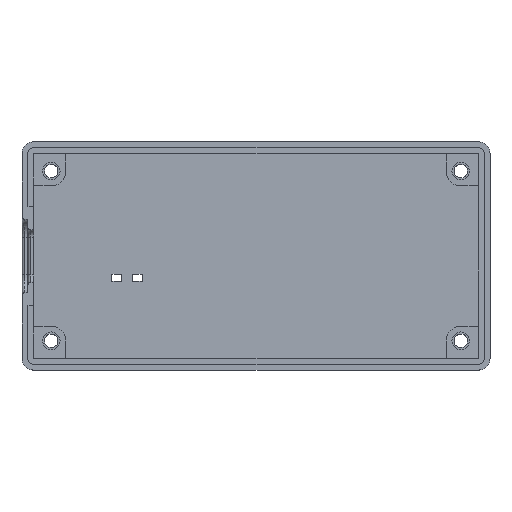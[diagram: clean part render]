
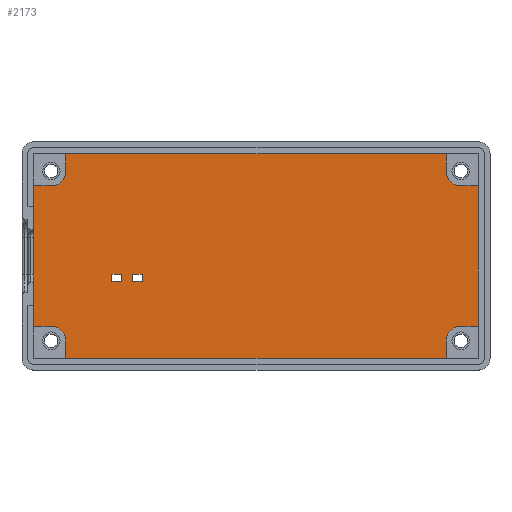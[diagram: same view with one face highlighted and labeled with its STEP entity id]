
A CAD part, top view. The second image highlights one B-rep face of the part: STEP entity #2173.
In plain terms, the highlighted planar face has unit normal (0, 0, 1).
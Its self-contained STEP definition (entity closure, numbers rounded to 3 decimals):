
#91=CIRCLE('',#2326,2.5);
#92=CIRCLE('',#2327,2.5);
#93=CIRCLE('',#2328,2.5);
#94=CIRCLE('',#2329,2.5);
#169=FACE_BOUND('',#378,.T.);
#170=FACE_BOUND('',#379,.T.);
#235=FACE_OUTER_BOUND('',#377,.T.);
#377=EDGE_LOOP('',(#1698,#1699,#1700,#1701,#1702,#1703,#1704,#1705,#1706,
#1707,#1708,#1709,#1710,#1711,#1712,#1713));
#378=EDGE_LOOP('',(#1714,#1715,#1716,#1717));
#379=EDGE_LOOP('',(#1718,#1719,#1720,#1721));
#457=LINE('',#3109,#683);
#460=LINE('',#3115,#686);
#463=LINE('',#3121,#689);
#466=LINE('',#3125,#692);
#469=LINE('',#3133,#695);
#472=LINE('',#3139,#698);
#475=LINE('',#3145,#701);
#478=LINE('',#3149,#704);
#569=LINE('',#3394,#795);
#573=LINE('',#3403,#799);
#577=LINE('',#3412,#803);
#581=LINE('',#3421,#807);
#587=LINE('',#3432,#813);
#590=LINE('',#3439,#816);
#595=LINE('',#3450,#821);
#601=LINE('',#3460,#827);
#608=LINE('',#3476,#834);
#609=LINE('',#3478,#835);
#610=LINE('',#3481,#836);
#611=LINE('',#3483,#837);
#683=VECTOR('',#2459,10.);
#686=VECTOR('',#2464,10.);
#689=VECTOR('',#2469,10.);
#692=VECTOR('',#2474,10.);
#695=VECTOR('',#2479,10.);
#698=VECTOR('',#2484,10.);
#701=VECTOR('',#2489,10.);
#704=VECTOR('',#2494,10.);
#795=VECTOR('',#2719,10.);
#799=VECTOR('',#2725,10.);
#803=VECTOR('',#2731,10.);
#807=VECTOR('',#2737,10.);
#813=VECTOR('',#2745,10.);
#816=VECTOR('',#2750,10.);
#821=VECTOR('',#2757,10.);
#827=VECTOR('',#2765,10.);
#834=VECTOR('',#2778,10.);
#835=VECTOR('',#2779,10.);
#836=VECTOR('',#2782,10.);
#837=VECTOR('',#2785,10.);
#909=VERTEX_POINT('',#3106);
#910=VERTEX_POINT('',#3108);
#912=VERTEX_POINT('',#3114);
#914=VERTEX_POINT('',#3120);
#917=VERTEX_POINT('',#3130);
#918=VERTEX_POINT('',#3132);
#920=VERTEX_POINT('',#3138);
#922=VERTEX_POINT('',#3144);
#1008=VERTEX_POINT('',#3392);
#1009=VERTEX_POINT('',#3393);
#1012=VERTEX_POINT('',#3401);
#1013=VERTEX_POINT('',#3402);
#1016=VERTEX_POINT('',#3410);
#1017=VERTEX_POINT('',#3411);
#1020=VERTEX_POINT('',#3419);
#1021=VERTEX_POINT('',#3420);
#1025=VERTEX_POINT('',#3431);
#1027=VERTEX_POINT('',#3437);
#1028=VERTEX_POINT('',#3438);
#1032=VERTEX_POINT('',#3448);
#1033=VERTEX_POINT('',#3449);
#1042=VERTEX_POINT('',#3475);
#1043=VERTEX_POINT('',#3477);
#1044=VERTEX_POINT('',#3479);
#1109=EDGE_CURVE('',#910,#909,#457,.T.);
#1112=EDGE_CURVE('',#912,#910,#460,.T.);
#1115=EDGE_CURVE('',#914,#912,#463,.T.);
#1118=EDGE_CURVE('',#909,#914,#466,.T.);
#1121=EDGE_CURVE('',#918,#917,#469,.T.);
#1124=EDGE_CURVE('',#920,#918,#472,.T.);
#1127=EDGE_CURVE('',#922,#920,#475,.T.);
#1130=EDGE_CURVE('',#917,#922,#478,.T.);
#1247=EDGE_CURVE('',#1008,#1009,#569,.T.);
#1251=EDGE_CURVE('',#1012,#1013,#573,.T.);
#1255=EDGE_CURVE('',#1016,#1017,#577,.T.);
#1259=EDGE_CURVE('',#1020,#1021,#581,.T.);
#1265=EDGE_CURVE('',#1025,#1020,#587,.T.);
#1268=EDGE_CURVE('',#1027,#1028,#590,.T.);
#1273=EDGE_CURVE('',#1032,#1033,#595,.T.);
#1279=EDGE_CURVE('',#1013,#1032,#601,.T.);
#1286=EDGE_CURVE('',#1009,#1012,#91,.T.);
#1287=EDGE_CURVE('',#1033,#1027,#92,.T.);
#1288=EDGE_CURVE('',#1028,#1042,#608,.T.);
#1289=EDGE_CURVE('',#1042,#1043,#609,.T.);
#1290=EDGE_CURVE('',#1043,#1044,#93,.T.);
#1291=EDGE_CURVE('',#1044,#1025,#610,.T.);
#1292=EDGE_CURVE('',#1021,#1016,#94,.T.);
#1293=EDGE_CURVE('',#1017,#1008,#611,.T.);
#1698=ORIENTED_EDGE('',*,*,#1247,.T.);
#1699=ORIENTED_EDGE('',*,*,#1286,.T.);
#1700=ORIENTED_EDGE('',*,*,#1251,.T.);
#1701=ORIENTED_EDGE('',*,*,#1279,.T.);
#1702=ORIENTED_EDGE('',*,*,#1273,.T.);
#1703=ORIENTED_EDGE('',*,*,#1287,.T.);
#1704=ORIENTED_EDGE('',*,*,#1268,.T.);
#1705=ORIENTED_EDGE('',*,*,#1288,.T.);
#1706=ORIENTED_EDGE('',*,*,#1289,.T.);
#1707=ORIENTED_EDGE('',*,*,#1290,.T.);
#1708=ORIENTED_EDGE('',*,*,#1291,.T.);
#1709=ORIENTED_EDGE('',*,*,#1265,.T.);
#1710=ORIENTED_EDGE('',*,*,#1259,.T.);
#1711=ORIENTED_EDGE('',*,*,#1292,.T.);
#1712=ORIENTED_EDGE('',*,*,#1255,.T.);
#1713=ORIENTED_EDGE('',*,*,#1293,.T.);
#1714=ORIENTED_EDGE('',*,*,#1115,.T.);
#1715=ORIENTED_EDGE('',*,*,#1112,.T.);
#1716=ORIENTED_EDGE('',*,*,#1109,.T.);
#1717=ORIENTED_EDGE('',*,*,#1118,.T.);
#1718=ORIENTED_EDGE('',*,*,#1127,.T.);
#1719=ORIENTED_EDGE('',*,*,#1124,.T.);
#1720=ORIENTED_EDGE('',*,*,#1121,.T.);
#1721=ORIENTED_EDGE('',*,*,#1130,.T.);
#2087=PLANE('',#2325);
#2173=ADVANCED_FACE('',(#235,#169,#170),#2087,.F.);
#2325=AXIS2_PLACEMENT_3D('',#3472,#2772,#2773);
#2326=AXIS2_PLACEMENT_3D('',#3473,#2774,#2775);
#2327=AXIS2_PLACEMENT_3D('',#3474,#2776,#2777);
#2328=AXIS2_PLACEMENT_3D('',#3480,#2780,#2781);
#2329=AXIS2_PLACEMENT_3D('',#3482,#2783,#2784);
#2459=DIRECTION('',(0.,1.,0.));
#2464=DIRECTION('',(-1.,0.,0.));
#2469=DIRECTION('',(0.,-1.,0.));
#2474=DIRECTION('',(1.,0.,0.));
#2479=DIRECTION('',(0.,1.,0.));
#2484=DIRECTION('',(-1.,0.,0.));
#2489=DIRECTION('',(0.,-1.,0.));
#2494=DIRECTION('',(1.,0.,0.));
#2719=DIRECTION('',(-1.,0.,0.));
#2725=DIRECTION('',(0.,1.,0.));
#2731=DIRECTION('',(1.,0.,0.));
#2737=DIRECTION('',(0.,1.,0.));
#2745=DIRECTION('',(1.,0.,0.));
#2750=DIRECTION('',(-1.,0.,0.));
#2757=DIRECTION('',(0.,-1.,0.));
#2765=DIRECTION('',(-1.,0.,0.));
#2772=DIRECTION('center_axis',(0.,0.,-1.));
#2773=DIRECTION('ref_axis',(-1.,0.,0.));
#2774=DIRECTION('center_axis',(0.,0.,-1.));
#2775=DIRECTION('ref_axis',(-1.,0.,0.));
#2776=DIRECTION('center_axis',(0.,0.,-1.));
#2777=DIRECTION('ref_axis',(-1.,0.,0.));
#2778=DIRECTION('',(0.,-1.,0.));
#2779=DIRECTION('',(1.,0.,0.));
#2780=DIRECTION('center_axis',(0.,0.,-1.));
#2781=DIRECTION('ref_axis',(-1.,0.,0.));
#2782=DIRECTION('',(0.,-1.,0.));
#2783=DIRECTION('center_axis',(0.,0.,-1.));
#2784=DIRECTION('ref_axis',(-1.,0.,0.));
#2785=DIRECTION('',(0.,1.,0.));
#3106=CARTESIAN_POINT('',(13.85,11.9,-8.));
#3108=CARTESIAN_POINT('',(13.85,10.7,-8.));
#3109=CARTESIAN_POINT('',(13.85,13.45,-8.));
#3114=CARTESIAN_POINT('',(15.55,10.7,-8.));
#3115=CARTESIAN_POINT('',(24.425,10.7,-8.));
#3120=CARTESIAN_POINT('',(15.55,11.9,-8.));
#3121=CARTESIAN_POINT('',(15.55,12.85,-8.));
#3125=CARTESIAN_POINT('',(25.275,11.9,-8.));
#3130=CARTESIAN_POINT('',(10.35,11.9,-8.));
#3132=CARTESIAN_POINT('',(10.35,10.7,-8.));
#3133=CARTESIAN_POINT('',(10.35,13.45,-8.));
#3138=CARTESIAN_POINT('',(12.05,10.7,-8.));
#3139=CARTESIAN_POINT('',(22.675,10.7,-8.));
#3144=CARTESIAN_POINT('',(12.05,11.9,-8.));
#3145=CARTESIAN_POINT('',(12.05,12.85,-8.));
#3149=CARTESIAN_POINT('',(23.525,11.9,-8.));
#3392=CARTESIAN_POINT('',(73.,27.,-8.));
#3393=CARTESIAN_POINT('',(70.,27.,-8.));
#3394=CARTESIAN_POINT('',(52.5,27.,-8.));
#3401=CARTESIAN_POINT('',(67.503,29.616,-8.));
#3402=CARTESIAN_POINT('',(67.503,32.5,-8.));
#3403=CARTESIAN_POINT('',(67.503,23.75,-8.));
#3410=CARTESIAN_POINT('',(70.,3.,-8.));
#3411=CARTESIAN_POINT('',(73.,3.,-8.));
#3412=CARTESIAN_POINT('',(54.,3.,-8.));
#3419=CARTESIAN_POINT('',(67.5,-2.5,-8.));
#3420=CARTESIAN_POINT('',(67.5,0.456,-8.));
#3421=CARTESIAN_POINT('',(67.5,7.728,-8.));
#3431=CARTESIAN_POINT('',(2.5,-2.5,-8.));
#3432=CARTESIAN_POINT('',(16.,-2.5,-8.));
#3437=CARTESIAN_POINT('',(0.,27.,-8.));
#3438=CARTESIAN_POINT('',(-3.,27.,-8.));
#3439=CARTESIAN_POINT('',(16.,27.,-8.));
#3448=CARTESIAN_POINT('',(2.497,32.5,-8.));
#3449=CARTESIAN_POINT('',(2.497,29.616,-8.));
#3450=CARTESIAN_POINT('',(2.497,22.308,-8.));
#3460=CARTESIAN_POINT('',(54.,32.5,-8.));
#3472=CARTESIAN_POINT('Origin',(35.,15.,-8.));
#3473=CARTESIAN_POINT('Origin',(70.,29.5,-8.));
#3474=CARTESIAN_POINT('Origin',(0.,29.5,-8.));
#3475=CARTESIAN_POINT('',(-3.,3.,-8.));
#3476=CARTESIAN_POINT('',(-3.,23.75,-8.));
#3477=CARTESIAN_POINT('',(0.,3.,-8.));
#3478=CARTESIAN_POINT('',(17.5,3.,-8.));
#3479=CARTESIAN_POINT('',(2.5,0.456,-8.));
#3480=CARTESIAN_POINT('Origin',(0.,0.5,-8.));
#3481=CARTESIAN_POINT('',(2.5,6.25,-8.));
#3482=CARTESIAN_POINT('Origin',(70.,0.5,-8.));
#3483=CARTESIAN_POINT('',(73.,6.25,-8.));
